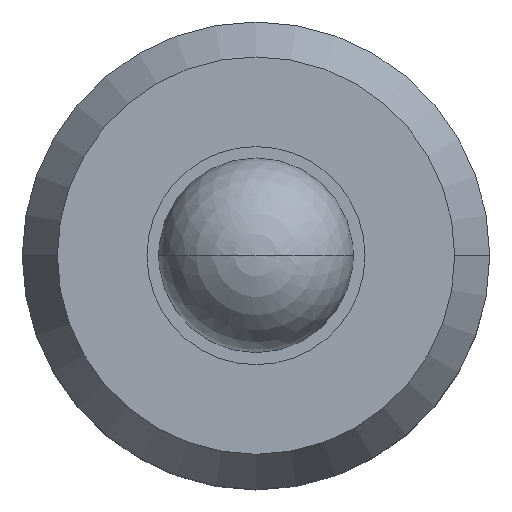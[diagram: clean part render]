
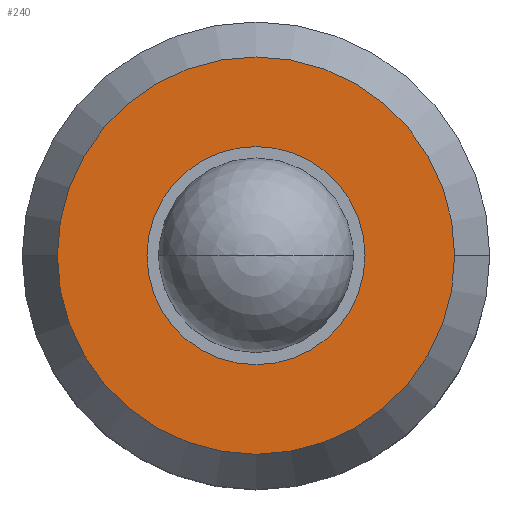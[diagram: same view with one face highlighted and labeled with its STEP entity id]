
A CAD part, top view. The second image highlights one B-rep face of the part: STEP entity #240.
In plain terms, the highlighted planar face has unit normal (0, 0, 1).
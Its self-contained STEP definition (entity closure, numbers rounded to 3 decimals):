
#132=EDGE_CURVE('',#224,#268,#345,.T.);
#154=EDGE_CURVE('',#210,#184,#368,.T.);
#184=VERTEX_POINT('',#400);
#210=VERTEX_POINT('',#431);
#212=EDGE_CURVE('',#268,#224,#433,.T.);
#224=VERTEX_POINT('',#447);
#240=ADVANCED_FACE('',(#466,#467),#468,.T.);
#268=VERTEX_POINT('',#499);
#286=EDGE_CURVE('',#184,#210,#520,.T.);
#345=CIRCLE('',#580,5.1);
#368=CIRCLE('',#611,2.8);
#400=CARTESIAN_POINT('',(-2.8,0.,0.));
#431=CARTESIAN_POINT('',(2.8,0.,0.));
#433=CIRCLE('',#691,5.1);
#447=CARTESIAN_POINT('',(-5.1,0.,0.));
#466=FACE_OUTER_BOUND('',#732,.T.);
#467=FACE_BOUND('',#733,.T.);
#468=PLANE('',#734);
#499=CARTESIAN_POINT('',(5.1,0.,0.));
#520=CIRCLE('',#799,2.8);
#580=AXIS2_PLACEMENT_3D('',#855,#856,#857);
#611=AXIS2_PLACEMENT_3D('',#886,#887,#888);
#691=AXIS2_PLACEMENT_3D('',#970,#971,#972);
#732=EDGE_LOOP('',(#1017,#1018));
#733=EDGE_LOOP('',(#1019,#1020));
#734=AXIS2_PLACEMENT_3D('',#1021,#1022,#1023);
#799=AXIS2_PLACEMENT_3D('',#1080,#1081,#1082);
#855=CARTESIAN_POINT('',(0.,0.,0.));
#856=DIRECTION('',(0.0,0.0,1.0));
#857=DIRECTION('',(-1.0,0.,0.0));
#886=CARTESIAN_POINT('',(0.,0.,0.));
#887=DIRECTION('',(0.0,0.0,1.0));
#888=DIRECTION('',(-1.0,0.,0.0));
#970=CARTESIAN_POINT('',(0.,0.,0.));
#971=DIRECTION('',(0.0,0.0,1.0));
#972=DIRECTION('',(-1.0,0.,0.0));
#1017=ORIENTED_EDGE('',*,*,#132,.T.);
#1018=ORIENTED_EDGE('',*,*,#212,.T.);
#1019=ORIENTED_EDGE('',*,*,#286,.F.);
#1020=ORIENTED_EDGE('',*,*,#154,.F.);
#1021=CARTESIAN_POINT('',(-3.95,0.,0.));
#1022=DIRECTION('',(0.0,0.0,1.0));
#1023=DIRECTION('',(-1.0,0.,0.0));
#1080=CARTESIAN_POINT('',(0.,0.,0.));
#1081=DIRECTION('',(0.0,0.0,1.0));
#1082=DIRECTION('',(-1.0,0.,0.0));
